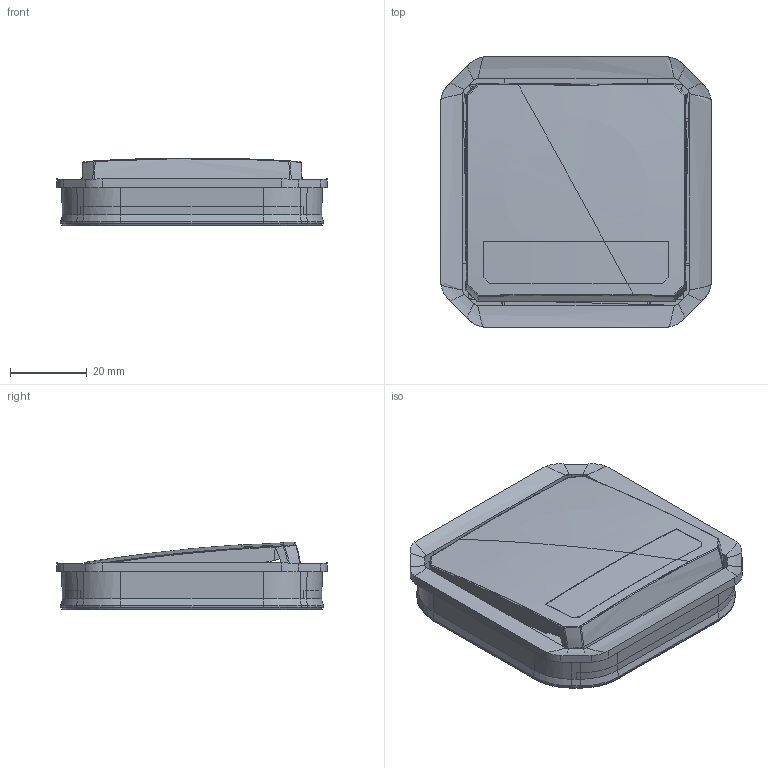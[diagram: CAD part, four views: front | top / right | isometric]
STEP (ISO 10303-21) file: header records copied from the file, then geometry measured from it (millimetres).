
FILE_DESCRIPTION(('CATIA V5 STEP Exchange','CAx-IF Rec.Pracs.--- Model Styling and Organization---1.5--- 2016-08-15','CAx-IF Rec.Pracs.---Supplemental Geometry---1.0---2011-11-01','CAx-IF Rec.Pracs.--- Composite Materials ---1.1---2010-07-15'),'2;1');
FILE_NAME('069544 COMPOSABLE PORTE ETIQUETTE.stp','2022-03-29T13:07:44+00:00',('none'),('none'),'CATIA Version 5-6 Release 2020 SP3','CATIA V5 STEP AP214 v2','none');
FILE_SCHEMA(('AUTOMOTIVE_DESIGN { 1 0 10303 214 1 1 1 1 }'));
Length unit declared in the file: millimetre
Products named in the file (1): Part21
Bounding box: 70.5 x 70.5 x 17.7 mm (x, y, z)
Surface area: 16954.2 mm2 (no closed solid volume)
Topology: 0 solids, 63 shells, 203 faces, 667 edges, 510 vertices
Faces by surface type: bspline 91, plane 51, cylinder 38, torus 12, cone 7, sphere 4
Entity records: 9115 total; most frequent: CARTESIAN_POINT 5063, ORIENTED_EDGE 954, EDGE_CURVE 559, DIRECTION 391, B_SPLINE_CURVE_WITH_KNOTS 347, VERTEX_POINT 310, EDGE_LOOP 204, ADVANCED_FACE 203
